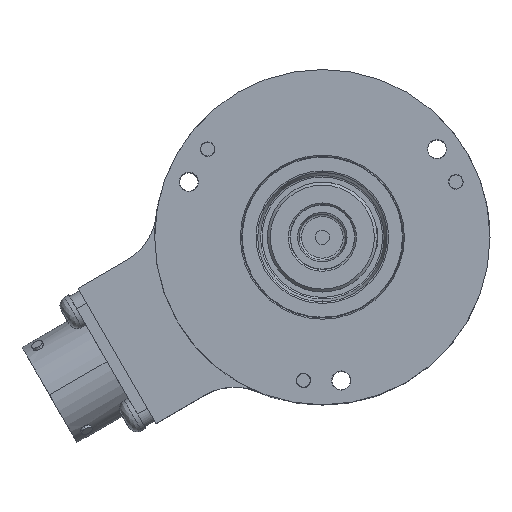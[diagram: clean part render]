
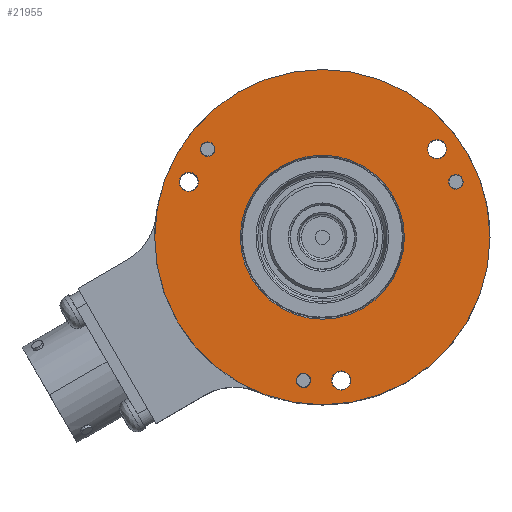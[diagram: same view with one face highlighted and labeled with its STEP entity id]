
A CAD part, top view. The second image highlights one B-rep face of the part: STEP entity #21955.
In plain terms, the highlighted planar face has unit normal (0, 0, 1).
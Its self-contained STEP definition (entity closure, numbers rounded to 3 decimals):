
#1693=CARTESIAN_POINT('',(0.,0.,18.));
#1694=DIRECTION('',(0.,0.,1.));
#1695=DIRECTION('',(1.,0.,0.));
#1696=AXIS2_PLACEMENT_3D('',#1693,#1694,#1695);
#1698=CARTESIAN_POINT('',(0.,0.,18.));
#1699=DIRECTION('',(0.,0.,1.));
#1700=DIRECTION('',(-1.,0.,0.));
#1701=AXIS2_PLACEMENT_3D('',#1698,#1699,#1700);
#1703=CARTESIAN_POINT('',(-19.834,15.219,18.));
#1704=DIRECTION('',(0.,0.,-1.));
#1705=DIRECTION('',(-0.793,0.609,0.));
#1706=AXIS2_PLACEMENT_3D('',#1703,#1704,#1705);
#1708=CARTESIAN_POINT('',(-19.834,15.219,18.));
#1709=DIRECTION('',(0.,0.,-1.));
#1710=DIRECTION('',(0.793,-0.609,0.));
#1711=AXIS2_PLACEMENT_3D('',#1708,#1709,#1710);
#1713=CARTESIAN_POINT('',(-3.263,-24.786,18.));
#1714=DIRECTION('',(0.,0.,-1.));
#1715=DIRECTION('',(-0.131,-0.991,0.));
#1716=AXIS2_PLACEMENT_3D('',#1713,#1714,#1715);
#1718=CARTESIAN_POINT('',(-3.263,-24.786,18.));
#1719=DIRECTION('',(0.,0.,-1.));
#1720=DIRECTION('',(0.131,0.991,0.));
#1721=AXIS2_PLACEMENT_3D('',#1718,#1719,#1720);
#1723=CARTESIAN_POINT('',(23.097,9.567,18.));
#1724=DIRECTION('',(0.,0.,-1.));
#1725=DIRECTION('',(0.924,0.383,0.));
#1726=AXIS2_PLACEMENT_3D('',#1723,#1724,#1725);
#1728=CARTESIAN_POINT('',(23.097,9.567,18.));
#1729=DIRECTION('',(0.,0.,-1.));
#1730=DIRECTION('',(-0.924,-0.383,0.));
#1731=AXIS2_PLACEMENT_3D('',#1728,#1729,#1730);
#1733=CARTESIAN_POINT('',(3.263,-24.786,18.));
#1734=DIRECTION('',(0.,0.,1.));
#1735=DIRECTION('',(0.,-1.,0.));
#1736=AXIS2_PLACEMENT_3D('',#1733,#1734,#1735);
#1738=CARTESIAN_POINT('',(3.263,-24.786,18.));
#1739=DIRECTION('',(0.,0.,1.));
#1740=DIRECTION('',(0.,1.,0.));
#1741=AXIS2_PLACEMENT_3D('',#1738,#1739,#1740);
#1743=CARTESIAN_POINT('',(19.834,15.219,18.));
#1744=DIRECTION('',(0.,0.,1.));
#1745=DIRECTION('',(0.,-1.,0.));
#1746=AXIS2_PLACEMENT_3D('',#1743,#1744,#1745);
#1748=CARTESIAN_POINT('',(19.834,15.219,18.));
#1749=DIRECTION('',(0.,0.,1.));
#1750=DIRECTION('',(0.,1.,0.));
#1751=AXIS2_PLACEMENT_3D('',#1748,#1749,#1750);
#1753=CARTESIAN_POINT('',(-23.097,9.567,18.));
#1754=DIRECTION('',(0.,0.,1.));
#1755=DIRECTION('',(0.,-1.,0.));
#1756=AXIS2_PLACEMENT_3D('',#1753,#1754,#1755);
#1758=CARTESIAN_POINT('',(-23.097,9.567,18.));
#1759=DIRECTION('',(0.,0.,1.));
#1760=DIRECTION('',(0.,1.,0.));
#1761=AXIS2_PLACEMENT_3D('',#1758,#1759,#1760);
#1763=CARTESIAN_POINT('',(0.,0.,18.));
#1764=DIRECTION('',(0.,0.,-1.));
#1765=DIRECTION('',(-1.,0.,0.));
#1766=AXIS2_PLACEMENT_3D('',#1763,#1764,#1765);
#1781=CARTESIAN_POINT('',(0.,0.,18.));
#1782=DIRECTION('',(0.,0.,-1.));
#1783=DIRECTION('',(1.,0.,0.));
#1784=AXIS2_PLACEMENT_3D('',#1781,#1782,#1783);
#16581=CARTESIAN_POINT('',(29.,0.,18.));
#16582=CARTESIAN_POINT('',(-29.,0.,18.));
#16583=VERTEX_POINT('',#16581);
#16584=VERTEX_POINT('',#16582);
#16665=CARTESIAN_POINT('',(-20.826,15.98,18.));
#16666=CARTESIAN_POINT('',(-18.842,14.458,18.));
#16667=VERTEX_POINT('',#16665);
#16668=VERTEX_POINT('',#16666);
#16669=CARTESIAN_POINT('',(-3.426,-26.025,18.));
#16670=CARTESIAN_POINT('',(-3.1,-23.547,18.));
#16671=VERTEX_POINT('',#16669);
#16672=VERTEX_POINT('',#16670);
#16673=CARTESIAN_POINT('',(24.252,10.045,18.));
#16674=CARTESIAN_POINT('',(21.942,9.089,18.));
#16675=VERTEX_POINT('',#16673);
#16676=VERTEX_POINT('',#16674);
#16775=CARTESIAN_POINT('',(14.188,0.,18.));
#16776=CARTESIAN_POINT('',(-14.188,0.,18.));
#16777=VERTEX_POINT('',#16775);
#16778=VERTEX_POINT('',#16776);
#16974=CARTESIAN_POINT('',(3.263,-26.436,18.));
#16975=CARTESIAN_POINT('',(3.263,-23.136,18.));
#16976=VERTEX_POINT('',#16974);
#16977=VERTEX_POINT('',#16975);
#16982=CARTESIAN_POINT('',(19.834,13.569,18.));
#16983=CARTESIAN_POINT('',(19.834,16.869,18.));
#16984=VERTEX_POINT('',#16982);
#16985=VERTEX_POINT('',#16983);
#16990=CARTESIAN_POINT('',(-23.097,7.917,18.));
#16991=CARTESIAN_POINT('',(-23.097,11.217,18.));
#16992=VERTEX_POINT('',#16990);
#16993=VERTEX_POINT('',#16991);
#21905=CARTESIAN_POINT('',(0.,0.,18.));
#21906=DIRECTION('',(0.,0.,1.));
#21907=DIRECTION('',(1.,0.,0.));
#21908=AXIS2_PLACEMENT_3D('',#21905,#21906,#21907);
#21909=PLANE('',#21908);
#21910=ORIENTED_EDGE('',*,*,#20718,.F.);
#21911=ORIENTED_EDGE('',*,*,#20676,.F.);
#21912=EDGE_LOOP('',(#21910,#21911));
#21913=FACE_OUTER_BOUND('',#21912,.F.);
#21915=ORIENTED_EDGE('',*,*,#21914,.F.);
#21917=ORIENTED_EDGE('',*,*,#21916,.F.);
#21918=EDGE_LOOP('',(#21915,#21917));
#21919=FACE_BOUND('',#21918,.F.);
#21921=ORIENTED_EDGE('',*,*,#21920,.F.);
#21923=ORIENTED_EDGE('',*,*,#21922,.F.);
#21924=EDGE_LOOP('',(#21921,#21923));
#21925=FACE_BOUND('',#21924,.F.);
#21927=ORIENTED_EDGE('',*,*,#21926,.F.);
#21929=ORIENTED_EDGE('',*,*,#21928,.F.);
#21930=EDGE_LOOP('',(#21927,#21929));
#21931=FACE_BOUND('',#21930,.F.);
#21933=ORIENTED_EDGE('',*,*,#21932,.F.);
#21935=ORIENTED_EDGE('',*,*,#21934,.F.);
#21936=EDGE_LOOP('',(#21933,#21935));
#21937=FACE_BOUND('',#21936,.F.);
#21939=ORIENTED_EDGE('',*,*,#21938,.T.);
#21941=ORIENTED_EDGE('',*,*,#21940,.T.);
#21942=EDGE_LOOP('',(#21939,#21941));
#21943=FACE_BOUND('',#21942,.F.);
#21944=ORIENTED_EDGE('',*,*,#21895,.T.);
#21946=ORIENTED_EDGE('',*,*,#21945,.T.);
#21947=EDGE_LOOP('',(#21944,#21946));
#21948=FACE_BOUND('',#21947,.F.);
#21950=ORIENTED_EDGE('',*,*,#21949,.T.);
#21952=ORIENTED_EDGE('',*,*,#21951,.T.);
#21953=EDGE_LOOP('',(#21950,#21952));
#21954=FACE_BOUND('',#21953,.F.);
#1697=CIRCLE('',#1696,29.);
#1702=CIRCLE('',#1701,29.);
#1707=CIRCLE('',#1706,1.25);
#1712=CIRCLE('',#1711,1.25);
#1717=CIRCLE('',#1716,1.25);
#1722=CIRCLE('',#1721,1.25);
#1727=CIRCLE('',#1726,1.25);
#1732=CIRCLE('',#1731,1.25);
#1737=CIRCLE('',#1736,1.65);
#1742=CIRCLE('',#1741,1.65);
#1747=CIRCLE('',#1746,1.65);
#1752=CIRCLE('',#1751,1.65);
#1757=CIRCLE('',#1756,1.65);
#1762=CIRCLE('',#1761,1.65);
#1767=CIRCLE('',#1766,14.188);
#1785=CIRCLE('',#1784,14.188);
#20676=EDGE_CURVE('',#16584,#16583,#1702,.T.);
#20718=EDGE_CURVE('',#16583,#16584,#1697,.T.);
#21895=EDGE_CURVE('',#16984,#16985,#1747,.T.);
#21914=EDGE_CURVE('',#16778,#16777,#1767,.T.);
#21916=EDGE_CURVE('',#16777,#16778,#1785,.T.);
#21920=EDGE_CURVE('',#16667,#16668,#1707,.T.);
#21922=EDGE_CURVE('',#16668,#16667,#1712,.T.);
#21926=EDGE_CURVE('',#16671,#16672,#1717,.T.);
#21928=EDGE_CURVE('',#16672,#16671,#1722,.T.);
#21932=EDGE_CURVE('',#16675,#16676,#1727,.T.);
#21934=EDGE_CURVE('',#16676,#16675,#1732,.T.);
#21938=EDGE_CURVE('',#16976,#16977,#1737,.T.);
#21940=EDGE_CURVE('',#16977,#16976,#1742,.T.);
#21945=EDGE_CURVE('',#16985,#16984,#1752,.T.);
#21949=EDGE_CURVE('',#16992,#16993,#1757,.T.);
#21951=EDGE_CURVE('',#16993,#16992,#1762,.T.);
#21955=ADVANCED_FACE('',(#21913,#21919,#21925,#21931,#21937,#21943,#21948,
#21954),#21909,.T.);
